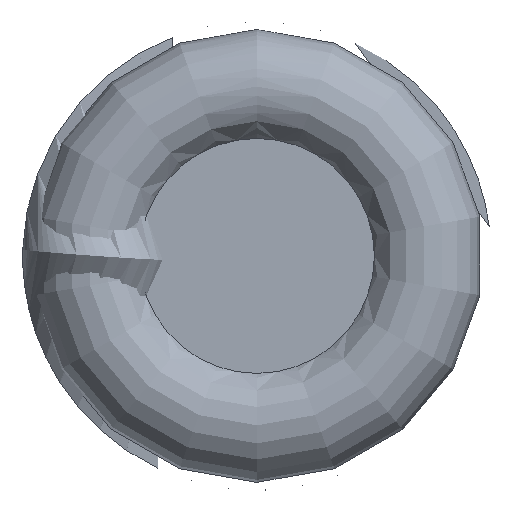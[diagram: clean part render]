
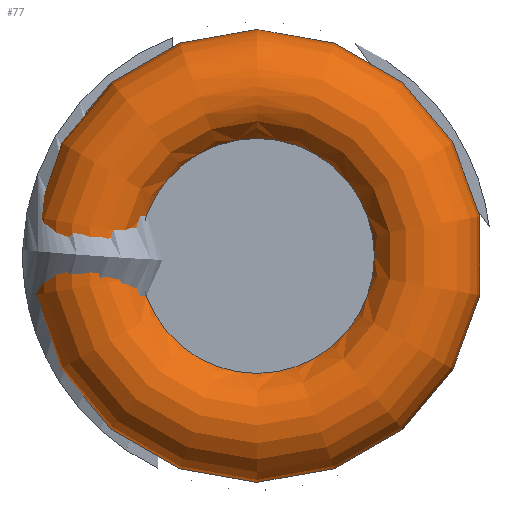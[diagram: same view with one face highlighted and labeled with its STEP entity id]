
A CAD part, left-side view. The second image highlights one B-rep face of the part: STEP entity #77.
In plain terms, the highlighted face is a revolution surface.
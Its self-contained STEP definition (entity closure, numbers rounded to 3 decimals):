
#33=SURFACE_OF_REVOLUTION('',#35,#34);
#34=AXIS1_PLACEMENT('',#461,#286);
#35=B_SPLINE_CURVE_WITH_KNOTS('',3,(#395,#396,#397,#398,#399,#400,#401,
#402,#403,#404,#405,#406,#407,#408,#409,#410,#411,#412,#413,#414,#415,#416,
#417,#418,#419,#420,#421,#422,#423,#424,#425,#426,#427,#428,#429,#430,#431,
#432,#433,#434,#435,#436,#437,#438,#439,#440,#441,#442,#443,#444,#445,#446,
#447,#448,#449,#450,#451,#452,#453,#454,#455,#456,#457,#458,#459,#460),
 .UNSPECIFIED.,.T.,.F.,(2,2,2,2,2,2,2,2,2,2,2,2,2,2,2,2,2,2,2,2,2,2,2,2,
2,2,2,2,2,2,2,2,2,2,2),(-0.031,0.,0.031,0.063,0.094,0.125,0.156,
0.188,0.219,0.25,0.281,0.313,0.344,0.375,0.406,0.438,0.469,
0.5,0.531,0.563,0.594,0.625,0.656,0.688,0.719,0.75,0.781,0.813,
0.844,0.875,0.906,0.938,0.969,1.,1.031),.UNSPECIFIED.);
#77=ADVANCED_FACE('',(#96,#97),#33,.T.);
#96=FACE_BOUND('',#128,.T.);
#97=FACE_BOUND('',#129,.T.);
#128=EDGE_LOOP('',(#160));
#129=EDGE_LOOP('',(#161));
#160=ORIENTED_EDGE('',*,*,#204,.F.);
#161=ORIENTED_EDGE('',*,*,#205,.T.);
#188=VERTEX_POINT('',#391);
#189=VERTEX_POINT('',#394);
#204=EDGE_CURVE('',#188,#188,#220,.T.);
#205=EDGE_CURVE('',#189,#189,#221,.T.);
#220=CIRCLE('',#240,8.026);
#221=CIRCLE('',#242,14.);
#240=AXIS2_PLACEMENT_3D('',#390,#280,#281);
#242=AXIS2_PLACEMENT_3D('',#393,#284,#285);
#280=DIRECTION('',(-1.,0.,0.));
#281=DIRECTION('',(0.,0.,1.));
#284=DIRECTION('',(-1.,0.,0.));
#285=DIRECTION('',(0.,0.,1.));
#286=DIRECTION('',(-1.,0.,0.));
#390=CARTESIAN_POINT('',(3.,0.,0.));
#391=CARTESIAN_POINT('',(3.,0.,8.026));
#393=CARTESIAN_POINT('',(8.129,0.,0.));
#394=CARTESIAN_POINT('',(8.129,0.,14.));
#395=CARTESIAN_POINT('',(4.664,7.603,0.));
#396=CARTESIAN_POINT('',(5.196,7.607,0.));
#397=CARTESIAN_POINT('',(5.46,7.632,0.));
#398=CARTESIAN_POINT('',(5.982,7.728,0.));
#399=CARTESIAN_POINT('',(6.239,7.799,0.));
#400=CARTESIAN_POINT('',(6.731,7.984,0.));
#401=CARTESIAN_POINT('',(6.971,8.1,0.));
#402=CARTESIAN_POINT('',(7.424,8.376,0.));
#403=CARTESIAN_POINT('',(7.635,8.534,0.));
#404=CARTESIAN_POINT('',(8.023,8.891,0.));
#405=CARTESIAN_POINT('',(8.202,9.091,0.));
#406=CARTESIAN_POINT('',(8.509,9.519,0.));
#407=CARTESIAN_POINT('',(8.64,9.748,0.));
#408=CARTESIAN_POINT('',(8.852,10.236,0.));
#409=CARTESIAN_POINT('',(8.932,10.488,0.));
#410=CARTESIAN_POINT('',(9.036,11.004,0.));
#411=CARTESIAN_POINT('',(9.061,11.271,0.));
#412=CARTESIAN_POINT('',(9.054,11.799,0.));
#413=CARTESIAN_POINT('',(9.023,12.06,0.));
#414=CARTESIAN_POINT('',(8.909,12.575,0.));
#415=CARTESIAN_POINT('',(8.823,12.829,0.));
#416=CARTESIAN_POINT('',(8.608,13.309,0.));
#417=CARTESIAN_POINT('',(8.476,13.536,0.));
#418=CARTESIAN_POINT('',(8.167,13.968,0.));
#419=CARTESIAN_POINT('',(7.991,14.167,0.));
#420=CARTESIAN_POINT('',(7.608,14.526,0.));
#421=CARTESIAN_POINT('',(7.398,14.688,0.));
#422=CARTESIAN_POINT('',(6.948,14.97,0.));
#423=CARTESIAN_POINT('',(6.713,15.088,0.));
#424=CARTESIAN_POINT('',(6.223,15.278,0.));
#425=CARTESIAN_POINT('',(5.966,15.351,0.));
#426=CARTESIAN_POINT('',(5.446,15.446,0.));
#427=CARTESIAN_POINT('',(5.184,15.469,0.));
#428=CARTESIAN_POINT('',(4.658,15.466,0.));
#429=CARTESIAN_POINT('',(4.39,15.439,0.));
#430=CARTESIAN_POINT('',(3.874,15.338,0.));
#431=CARTESIAN_POINT('',(3.622,15.263,0.));
#432=CARTESIAN_POINT('',(3.131,15.067,0.));
#433=CARTESIAN_POINT('',(2.893,14.944,0.));
#434=CARTESIAN_POINT('',(2.45,14.66,0.));
#435=CARTESIAN_POINT('',(2.243,14.498,0.));
#436=CARTESIAN_POINT('',(1.857,14.13,0.));
#437=CARTESIAN_POINT('',(1.685,13.931,0.));
#438=CARTESIAN_POINT('',(1.381,13.502,0.));
#439=CARTESIAN_POINT('',(1.248,13.269,0.));
#440=CARTESIAN_POINT('',(1.033,12.786,0.));
#441=CARTESIAN_POINT('',(0.951,12.536,0.));
#442=CARTESIAN_POINT('',(0.836,12.02,0.));
#443=CARTESIAN_POINT('',(0.806,11.754,0.));
#444=CARTESIAN_POINT('',(0.799,11.228,0.));
#445=CARTESIAN_POINT('',(0.824,10.963,0.));
#446=CARTESIAN_POINT('',(0.929,10.442,0.));
#447=CARTESIAN_POINT('',(1.008,10.192,0.));
#448=CARTESIAN_POINT('',(1.218,9.709,0.));
#449=CARTESIAN_POINT('',(1.352,9.475,0.));
#450=CARTESIAN_POINT('',(1.659,9.049,0.));
#451=CARTESIAN_POINT('',(1.834,8.853,0.));
#452=CARTESIAN_POINT('',(2.225,8.497,0.));
#453=CARTESIAN_POINT('',(2.44,8.339,0.));
#454=CARTESIAN_POINT('',(2.891,8.07,0.));
#455=CARTESIAN_POINT('',(3.128,7.958,0.));
#456=CARTESIAN_POINT('',(3.627,7.778,0.));
#457=CARTESIAN_POINT('',(3.884,7.711,0.));
#458=CARTESIAN_POINT('',(4.401,7.624,0.));
#459=CARTESIAN_POINT('',(4.664,7.603,0.));
#460=CARTESIAN_POINT('',(5.196,7.607,0.));
#461=CARTESIAN_POINT('',(0.,0.,0.));
